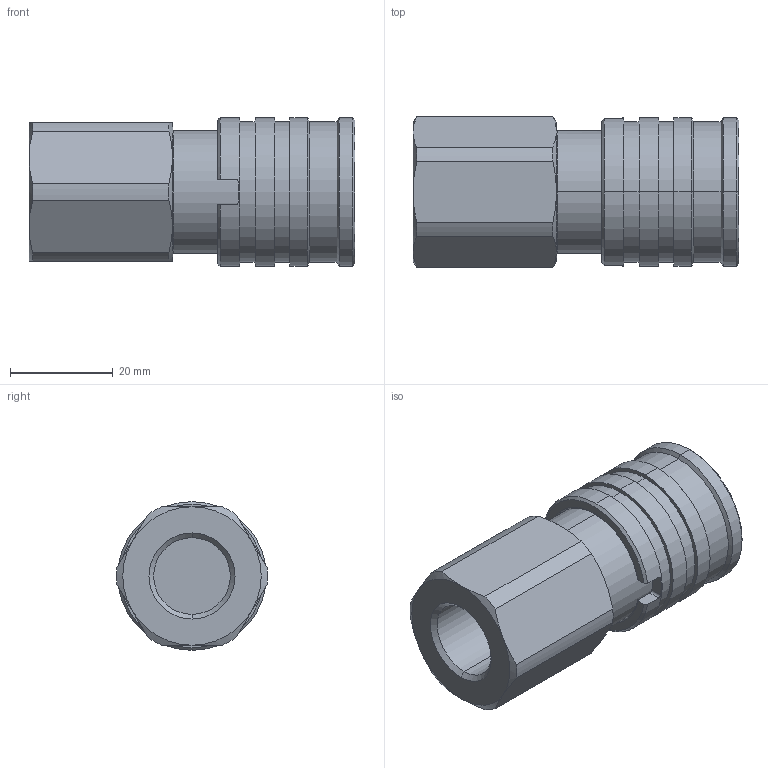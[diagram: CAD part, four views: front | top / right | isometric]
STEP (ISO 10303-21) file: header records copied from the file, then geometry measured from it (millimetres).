
FILE_DESCRIPTION (( 'STEP AP214' ), '1' );
FILE_NAME ('FEM-251-6FB.STEP', '2014-03-12T10:45:29', ( 'admin' ), ( 'Microsoft' ), 'SwSTEP 2.0', 'SolidWorks 2009', '' );
FILE_SCHEMA (( 'AUTOMOTIVE_DESIGN' ));
Length unit declared in the file: millimetre
Products named in the file (1): FEM-251-6FB
Bounding box: 63.6 x 29.48 x 29 mm (x, y, z)
Volume: 35698.7 mm3; surface area: 9117.7 mm2
Topology: 1 solids, 1 shells, 122 faces, 278 edges, 172 vertices
Faces by surface type: cylinder 45, cone 35, plane 29, torus 11, bspline 2
Entity records: 4090 total; most frequent: CARTESIAN_POINT 1345, DIRECTION 583, ORIENTED_EDGE 556, EDGE_CURVE 278, AXIS2_PLACEMENT_3D 248, VERTEX_POINT 172, EDGE_LOOP 136, CIRCLE 127
